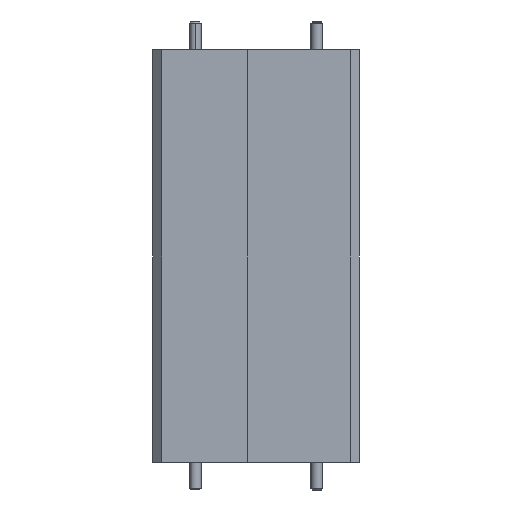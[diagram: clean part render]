
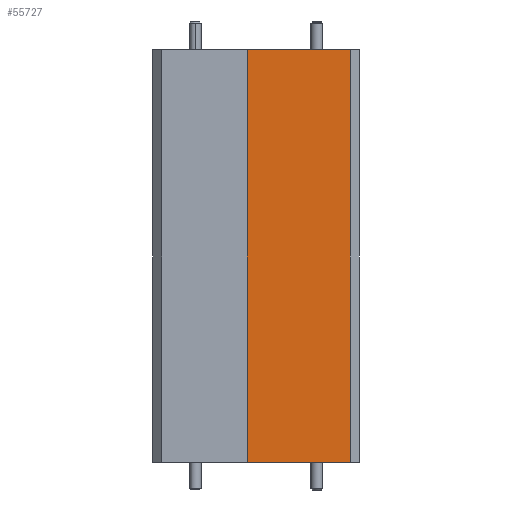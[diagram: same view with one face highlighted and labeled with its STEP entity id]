
A CAD part, left-side view. The second image highlights one B-rep face of the part: STEP entity #55727.
In plain terms, the highlighted planar face has unit normal (-1, 0, 0).
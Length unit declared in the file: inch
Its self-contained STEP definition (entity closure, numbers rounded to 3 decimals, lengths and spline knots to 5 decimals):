
#833 = EDGE_CURVE ( 'NONE', #45666, #39277, #45979, .T. ) ;
#1883 = PLANE ( 'NONE',  #24014 ) ;
#4954 = CARTESIAN_POINT ( 'NONE',  ( -1.5, 0.612, -1.125 ) ) ;
#6859 = CARTESIAN_POINT ( 'NONE',  ( -1.5, 0.05, 1.125 ) ) ;
#10093 = FACE_OUTER_BOUND ( 'NONE', #18435, .T. ) ;
#10263 = ORIENTED_EDGE ( 'NONE', *, *, #833, .T. ) ;
#10455 = DIRECTION ( 'NONE',  ( 0., 0., 1. ) ) ;
#11898 = LINE ( 'NONE', #73105, #56541 ) ;
#12254 = CARTESIAN_POINT ( 'NONE',  ( -1.5, 0.612, 1.125 ) ) ;
#13338 = VECTOR ( 'NONE', #57608, 39.37008 ) ;
#17422 = VECTOR ( 'NONE', #62089, 39.37008 ) ;
#18435 = EDGE_LOOP ( 'NONE', ( #10263, #34930, #47351, #42371 ) ) ;
#22926 = EDGE_CURVE ( 'NONE', #39277, #55672, #11898, .T. ) ;
#23249 = CARTESIAN_POINT ( 'NONE',  ( -1.5, 0.612, 1.125 ) ) ;
#24014 = AXIS2_PLACEMENT_3D ( 'NONE', #53647, #70445, #29998 ) ;
#24794 = VECTOR ( 'NONE', #52154, 39.37008 ) ;
#28540 = LINE ( 'NONE', #23249, #13338 ) ;
#29998 = DIRECTION ( 'NONE',  ( 0., 0., -1. ) ) ;
#31255 = CARTESIAN_POINT ( 'NONE',  ( -1.5, 0.612, -1.125 ) ) ;
#34930 = ORIENTED_EDGE ( 'NONE', *, *, #22926, .T. ) ;
#36771 = EDGE_CURVE ( 'NONE', #45666, #44884, #51523, .T. ) ;
#39277 = VERTEX_POINT ( 'NONE', #48609 ) ;
#42371 = ORIENTED_EDGE ( 'NONE', *, *, #36771, .F. ) ;
#44884 = VERTEX_POINT ( 'NONE', #73560 ) ;
#45666 = VERTEX_POINT ( 'NONE', #31255 ) ;
#45979 = LINE ( 'NONE', #4954, #17422 ) ;
#47351 = ORIENTED_EDGE ( 'NONE', *, *, #59508, .F. ) ;
#48609 = CARTESIAN_POINT ( 'NONE',  ( -1.5, 0.05, -1.125 ) ) ;
#51523 = LINE ( 'NONE', #12254, #24794 ) ;
#52154 = DIRECTION ( 'NONE',  ( 0., 0., 1. ) ) ;
#53647 = CARTESIAN_POINT ( 'NONE',  ( -1.5, 0.612, 1.125 ) ) ;
#55672 = VERTEX_POINT ( 'NONE', #6859 ) ;
#55727 = ADVANCED_FACE ( 'NONE', ( #10093 ), #1883, .F. ) ;
#56541 = VECTOR ( 'NONE', #10455, 39.37008 ) ;
#57608 = DIRECTION ( 'NONE',  ( 0., -1., 0. ) ) ;
#59508 = EDGE_CURVE ( 'NONE', #44884, #55672, #28540, .T. ) ;
#62089 = DIRECTION ( 'NONE',  ( 0., -1., 0. ) ) ;
#70445 = DIRECTION ( 'NONE',  ( 1., 0., 0. ) ) ;
#73105 = CARTESIAN_POINT ( 'NONE',  ( -1.5, 0.05, 1.125 ) ) ;
#73560 = CARTESIAN_POINT ( 'NONE',  ( -1.5, 0.612, 1.125 ) ) ;
